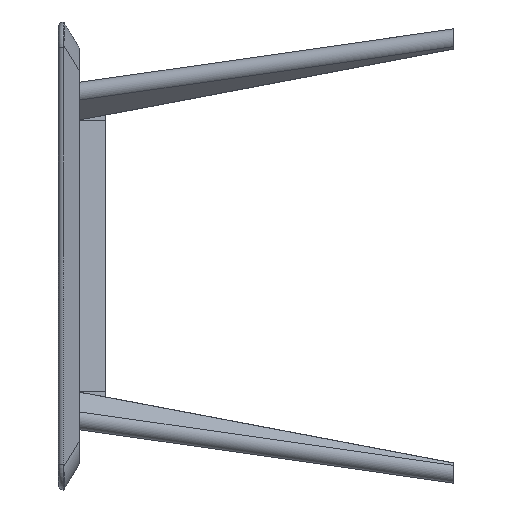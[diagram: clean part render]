
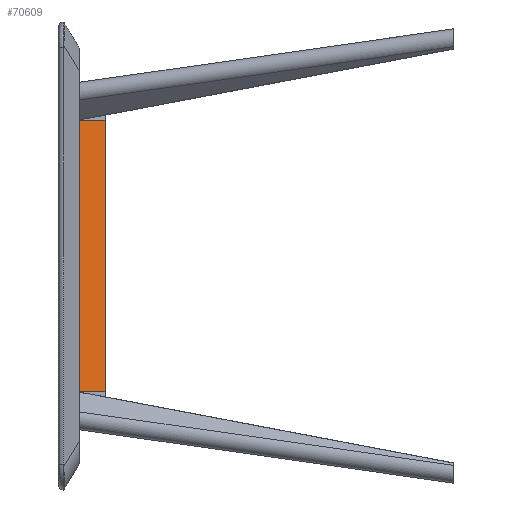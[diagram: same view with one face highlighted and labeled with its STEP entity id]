
A CAD part, left-side view. The second image highlights one B-rep face of the part: STEP entity #70609.
In plain terms, the highlighted planar face has unit normal (-0.984, -0.181, 0).
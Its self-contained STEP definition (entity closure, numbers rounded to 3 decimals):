
#423 = PLANE ( 'NONE',  #23425 ) ;
#4908 = ORIENTED_EDGE ( 'NONE', *, *, #18091, .F. ) ;
#5225 = ORIENTED_EDGE ( 'NONE', *, *, #22088, .F. ) ;
#7793 = DIRECTION ( 'NONE',  ( 0., 0., 1. ) ) ;
#10065 = VERTEX_POINT ( 'NONE', #46013 ) ;
#10074 = LINE ( 'NONE', #55474, #18147 ) ;
#12232 = DIRECTION ( 'NONE',  ( 0.983, 0.181, 0. ) ) ;
#13273 = VECTOR ( 'NONE', #67719, 1000. ) ;
#13563 = DIRECTION ( 'NONE',  ( 0., 0., -1. ) ) ;
#18091 = EDGE_CURVE ( 'NONE', #10065, #18597, #19675, .T. ) ;
#18147 = VECTOR ( 'NONE', #32236, 1000. ) ;
#18597 = VERTEX_POINT ( 'NONE', #44622 ) ;
#19675 = LINE ( 'NONE', #24487, #29011 ) ;
#22088 = EDGE_CURVE ( 'NONE', #33185, #67672, #27910, .T. ) ;
#22784 = CARTESIAN_POINT ( 'NONE',  ( -780.8, -90., 260. ) ) ;
#23425 = AXIS2_PLACEMENT_3D ( 'NONE', #40638, #12232, #7793 ) ;
#23914 = EDGE_CURVE ( 'NONE', #67672, #10065, #64119, .T. ) ;
#24487 = CARTESIAN_POINT ( 'NONE',  ( -786.839, -57.178, -260. ) ) ;
#27910 = LINE ( 'NONE', #61832, #13273 ) ;
#29011 = VECTOR ( 'NONE', #46997, 1000. ) ;
#29260 = CARTESIAN_POINT ( 'NONE',  ( -790., -40., 260. ) ) ;
#32236 = DIRECTION ( 'NONE',  ( 0., 0., 1. ) ) ;
#33185 = VERTEX_POINT ( 'NONE', #29260 ) ;
#36083 = CARTESIAN_POINT ( 'NONE',  ( -780.8, -90., -260. ) ) ;
#40260 = FACE_OUTER_BOUND ( 'NONE', #55277, .T. ) ;
#40638 = CARTESIAN_POINT ( 'NONE',  ( -790., -40., -260. ) ) ;
#41575 = ORIENTED_EDGE ( 'NONE', *, *, #23914, .F. ) ;
#43054 = EDGE_CURVE ( 'NONE', #18597, #33185, #10074, .T. ) ;
#44622 = CARTESIAN_POINT ( 'NONE',  ( -790., -40., -260. ) ) ;
#46013 = CARTESIAN_POINT ( 'NONE',  ( -780.8, -90., -260. ) ) ;
#46474 = ORIENTED_EDGE ( 'NONE', *, *, #43054, .F. ) ;
#46997 = DIRECTION ( 'NONE',  ( -0.181, 0.983, 0. ) ) ;
#51513 = VECTOR ( 'NONE', #13563, 1000. ) ;
#55277 = EDGE_LOOP ( 'NONE', ( #4908, #41575, #5225, #46474 ) ) ;
#55474 = CARTESIAN_POINT ( 'NONE',  ( -790., -40., -260. ) ) ;
#61832 = CARTESIAN_POINT ( 'NONE',  ( -790., -40., 260. ) ) ;
#64119 = LINE ( 'NONE', #36083, #51513 ) ;
#67672 = VERTEX_POINT ( 'NONE', #22784 ) ;
#67719 = DIRECTION ( 'NONE',  ( 0.181, -0.983, 0. ) ) ;
#70609 = ADVANCED_FACE ( 'NONE', ( #40260 ), #423, .F. ) ;
